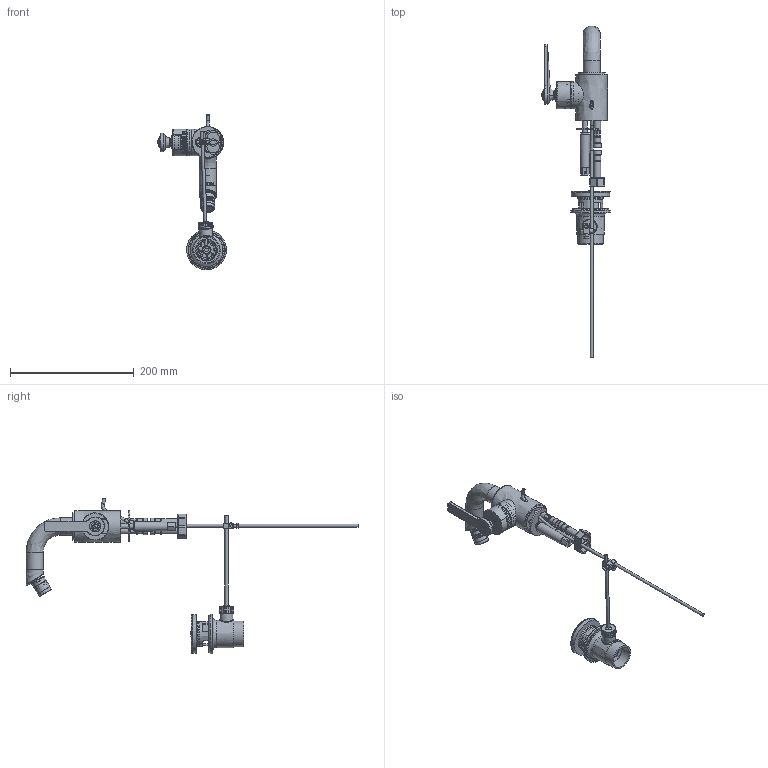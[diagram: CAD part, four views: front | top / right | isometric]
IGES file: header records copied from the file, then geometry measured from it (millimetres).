
Global section: file name: V7K19-LF-RH.; native system: Autodesk Inventor 2018; preprocessor: unknown; author: aduggalther; date: 20180208.093434; units: millimetre
Bounding box: 111.27 x 536.81 x 251.59 mm (x, y, z)
Volume: 366314.9 mm3; surface area: 215249 mm2
Topology: 57 solids, 57 shells, 1414 faces, 3783 edges, 2575 vertices
Faces by surface type: bspline 1414
